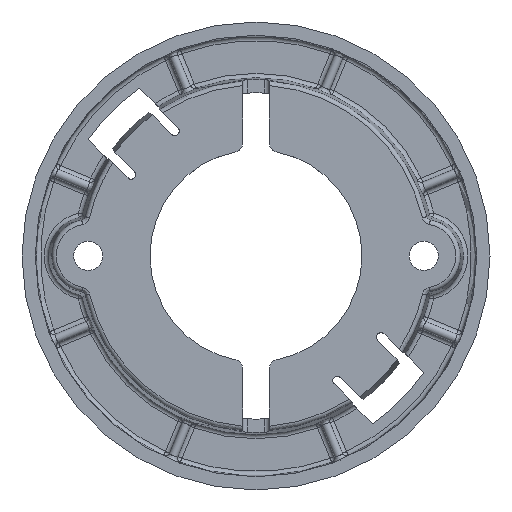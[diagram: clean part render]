
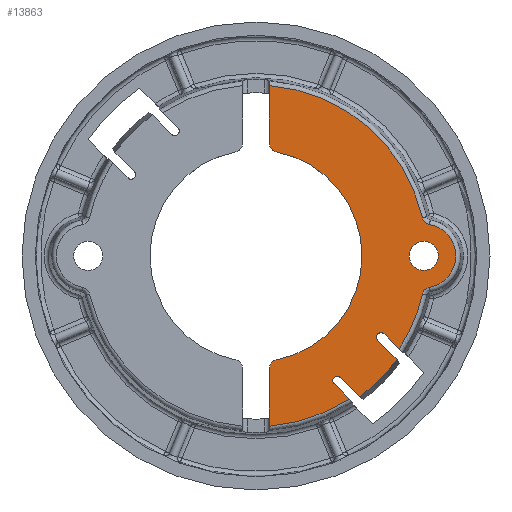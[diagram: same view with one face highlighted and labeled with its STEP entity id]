
A CAD part, top view. The second image highlights one B-rep face of the part: STEP entity #13863.
In plain terms, the highlighted planar face has unit normal (0, 0, 1).
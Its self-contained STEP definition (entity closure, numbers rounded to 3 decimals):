
#1210=CARTESIAN_POINT('',(19.,0.,0.));
#1211=DIRECTION('',(0.,0.,-1.));
#1212=DIRECTION('',(1.,0.,0.));
#1213=AXIS2_PLACEMENT_3D('',#1210,#1211,#1212);
#1218=CARTESIAN_POINT('',(19.,0.,0.));
#1219=DIRECTION('',(0.,0.,-1.));
#1220=DIRECTION('',(-1.,0.,0.));
#1221=AXIS2_PLACEMENT_3D('',#1218,#1219,#1220);
#1400=CARTESIAN_POINT('',(2.5,-12.757,0.));
#1401=DIRECTION('',(0.,0.,1.));
#1402=DIRECTION('',(-0.192,0.981,0.));
#1403=AXIS2_PLACEMENT_3D('',#1400,#1401,#1402);
#1408=CARTESIAN_POINT('',(0.,0.,0.));
#1409=DIRECTION('',(0.,0.,-1.));
#1410=DIRECTION('',(0.192,0.981,0.));
#1411=AXIS2_PLACEMENT_3D('',#1408,#1409,#1410);
#1416=CARTESIAN_POINT('',(2.5,12.757,0.));
#1417=DIRECTION('',(0.,0.,1.));
#1418=DIRECTION('',(-1.,0.,0.));
#1419=AXIS2_PLACEMENT_3D('',#1416,#1417,#1418);
#1424=DIRECTION('',(0.,-1.,0.));
#1425=VECTOR('',#1424,6.526);
#1426=CARTESIAN_POINT('',(1.5,19.283,0.));
#1427=LINE('',#1426,#1425);
#1431=CARTESIAN_POINT('',(0.,0.,0.));
#1432=DIRECTION('',(0.,0.,-1.));
#1433=DIRECTION('',(0.078,0.997,0.));
#1434=AXIS2_PLACEMENT_3D('',#1431,#1432,#1433);
#1439=CARTESIAN_POINT('',(18.851,4.327,
0.));
#1440=CARTESIAN_POINT('',(18.859,4.293,
0.));
#1441=CARTESIAN_POINT('',(18.878,4.226,0.));
#1442=CARTESIAN_POINT('',(18.918,4.127,
0.));
#1443=CARTESIAN_POINT('',(18.968,4.033,0.));
#1444=CARTESIAN_POINT('',(19.028,3.945,
0.));
#1445=CARTESIAN_POINT('',(19.096,3.864,
0.));
#1446=CARTESIAN_POINT('',(19.173,3.791,
0.));
#1447=CARTESIAN_POINT('',(19.257,3.726,
0.));
#1448=CARTESIAN_POINT('',(19.348,3.67,0.));
#1449=CARTESIAN_POINT('',(19.444,3.625,
0.));
#1450=CARTESIAN_POINT('',(19.544,3.59,0.));
#1451=CARTESIAN_POINT('',(19.612,3.574,
0.));
#1452=CARTESIAN_POINT('',(19.646,3.567,
0.));
#1457=CARTESIAN_POINT('',(19.,0.,0.));
#1458=DIRECTION('',(0.,0.,-1.));
#1459=DIRECTION('',(0.178,0.984,0.));
#1460=AXIS2_PLACEMENT_3D('',#1457,#1458,#1459);
#1465=CARTESIAN_POINT('',(19.646,-3.567,
0.));
#1466=CARTESIAN_POINT('',(19.612,-3.574,
0.));
#1467=CARTESIAN_POINT('',(19.544,-3.59,
0.));
#1468=CARTESIAN_POINT('',(19.444,-3.625,
0.));
#1469=CARTESIAN_POINT('',(19.348,-3.67,
0.));
#1470=CARTESIAN_POINT('',(19.257,-3.726,
0.));
#1471=CARTESIAN_POINT('',(19.173,-3.791,
0.));
#1472=CARTESIAN_POINT('',(19.096,-3.864,
0.));
#1473=CARTESIAN_POINT('',(19.028,-3.945,
0.));
#1474=CARTESIAN_POINT('',(18.968,-4.033,
0.));
#1475=CARTESIAN_POINT('',(18.918,-4.127,
0.));
#1476=CARTESIAN_POINT('',(18.878,-4.226,
0.));
#1477=CARTESIAN_POINT('',(18.859,-4.293,
0.));
#1478=CARTESIAN_POINT('',(18.851,-4.327,
0.));
#1483=CARTESIAN_POINT('',(0.,0.,0.));
#1484=DIRECTION('',(0.,0.,-1.));
#1485=DIRECTION('',(0.975,-0.224,0.));
#1486=AXIS2_PLACEMENT_3D('',#1483,#1484,#1485);
#1491=DIRECTION('',(0.707,-0.707,0.));
#1492=VECTOR('',#1491,2.423);
#1493=CARTESIAN_POINT('',(14.496,-8.839,0.));
#1494=LINE('',#1493,#1492);
#1498=CARTESIAN_POINT('',(14.142,-9.192,0.));
#1499=DIRECTION('',(0.,0.,1.));
#1500=DIRECTION('',(0.707,0.707,0.));
#1501=AXIS2_PLACEMENT_3D('',#1498,#1499,#1500);
#1506=DIRECTION('',(-0.707,0.707,0.));
#1507=VECTOR('',#1506,3.087);
#1508=CARTESIAN_POINT('',(15.972,-11.729,0.));
#1509=LINE('',#1508,#1507);
#1513=CARTESIAN_POINT('',(0.,0.,0.));
#1514=DIRECTION('',(0.,0.,1.));
#1515=DIRECTION('',(0.592,-0.806,0.));
#1516=AXIS2_PLACEMENT_3D('',#1513,#1514,#1515);
#1521=DIRECTION('',(0.707,-0.707,0.));
#1522=VECTOR('',#1521,3.087);
#1523=CARTESIAN_POINT('',(9.546,-13.789,0.));
#1524=LINE('',#1523,#1522);
#1528=CARTESIAN_POINT('',(9.192,-14.142,
0.));
#1529=DIRECTION('',(0.,0.,1.));
#1530=DIRECTION('',(0.707,0.707,0.));
#1531=AXIS2_PLACEMENT_3D('',#1528,#1529,#1530);
#1536=DIRECTION('',(-0.707,0.707,0.));
#1537=VECTOR('',#1536,2.423);
#1538=CARTESIAN_POINT('',(10.552,-16.209,0.));
#1539=LINE('',#1538,#1537);
#1543=CARTESIAN_POINT('',(0.,0.,0.));
#1544=DIRECTION('',(0.,0.,-1.));
#1545=DIRECTION('',(0.546,-0.838,0.));
#1546=AXIS2_PLACEMENT_3D('',#1543,#1544,#1545);
#1551=DIRECTION('',(0.,-1.,0.));
#1552=VECTOR('',#1551,6.526);
#1553=CARTESIAN_POINT('',(1.5,-12.757,0.));
#1554=LINE('',#1553,#1552);
#1718=CARTESIAN_POINT('',(1.5,-19.283,0.));
#1783=CARTESIAN_POINT('',(10.552,-16.209,0.));
#4450=CARTESIAN_POINT('',(15.972,-11.729,0.));
#4465=CARTESIAN_POINT('',(11.729,-15.972,0.));
#5316=CARTESIAN_POINT('',(16.209,-10.552,0.));
#10235=CARTESIAN_POINT('',(1.5,19.283,0.));
#12574=VERTEX_POINT('',#4450);
#12575=VERTEX_POINT('',#4465);
#12577=CARTESIAN_POINT('',(8.839,-14.496,0.));
#12579=VERTEX_POINT('',#12577);
#12581=CARTESIAN_POINT('',(9.546,-13.789,0.));
#12583=VERTEX_POINT('',#12581);
#12585=CARTESIAN_POINT('',(13.789,-9.546,0.));
#12587=VERTEX_POINT('',#12585);
#12589=CARTESIAN_POINT('',(14.496,-8.839,0.));
#12591=VERTEX_POINT('',#12589);
#12876=CARTESIAN_POINT('',(20.65,0.,0.));
#12877=CARTESIAN_POINT('',(17.35,0.,0.));
#12878=VERTEX_POINT('',#12876);
#12879=VERTEX_POINT('',#12877);
#12943=VERTEX_POINT('',#5316);
#12944=CARTESIAN_POINT('',(18.851,-4.327,0.));
#12945=VERTEX_POINT('',#12944);
#12949=VERTEX_POINT('',#1465);
#12952=CARTESIAN_POINT('',(19.646,3.567,
0.));
#12953=VERTEX_POINT('',#12952);
#12955=VERTEX_POINT('',#1439);
#12972=VERTEX_POINT('',#1783);
#12975=VERTEX_POINT('',#10235);
#12978=VERTEX_POINT('',#1718);
#13486=CARTESIAN_POINT('',(2.308,-11.776,0.));
#13487=CARTESIAN_POINT('',(1.5,-12.757,0.));
#13488=VERTEX_POINT('',#13486);
#13489=VERTEX_POINT('',#13487);
#13506=CARTESIAN_POINT('',(1.5,12.757,0.));
#13507=VERTEX_POINT('',#13506);
#13508=CARTESIAN_POINT('',(2.308,11.776,0.));
#13509=VERTEX_POINT('',#13508);
#13816=CARTESIAN_POINT('',(0.,0.,0.));
#13817=DIRECTION('',(0.,0.,1.));
#13818=DIRECTION('',(-1.,0.,0.));
#13819=AXIS2_PLACEMENT_3D('',#13816,#13817,#13818);
#13820=PLANE('',#13819);
#13822=ORIENTED_EDGE('',*,*,#13821,.F.);
#13824=ORIENTED_EDGE('',*,*,#13823,.F.);
#13826=ORIENTED_EDGE('',*,*,#13825,.F.);
#13828=ORIENTED_EDGE('',*,*,#13827,.F.);
#13830=ORIENTED_EDGE('',*,*,#13829,.T.);
#13832=ORIENTED_EDGE('',*,*,#13831,.T.);
#13834=ORIENTED_EDGE('',*,*,#13833,.T.);
#13836=ORIENTED_EDGE('',*,*,#13835,.T.);
#13838=ORIENTED_EDGE('',*,*,#13837,.T.);
#13840=ORIENTED_EDGE('',*,*,#13839,.F.);
#13842=ORIENTED_EDGE('',*,*,#13841,.T.);
#13844=ORIENTED_EDGE('',*,*,#13843,.F.);
#13846=ORIENTED_EDGE('',*,*,#13845,.F.);
#13848=ORIENTED_EDGE('',*,*,#13847,.F.);
#13850=ORIENTED_EDGE('',*,*,#13849,.T.);
#13852=ORIENTED_EDGE('',*,*,#13851,.F.);
#13854=ORIENTED_EDGE('',*,*,#13853,.T.);
#13856=ORIENTED_EDGE('',*,*,#13855,.F.);
#13857=EDGE_LOOP('',(#13822,#13824,#13826,#13828,#13830,#13832,#13834,#13836,
#13838,#13840,#13842,#13844,#13846,#13848,#13850,#13852,#13854,#13856));
#13858=FACE_OUTER_BOUND('',#13857,.F.);
#13859=ORIENTED_EDGE('',*,*,#13760,.F.);
#13860=ORIENTED_EDGE('',*,*,#13746,.F.);
#13861=EDGE_LOOP('',(#13859,#13860));
#13862=FACE_BOUND('',#13861,.F.);
#13863=ADVANCED_FACE('',(#13858,#13862),#13820,.T.);
#1214=CIRCLE('',#1213,1.65);
#1222=CIRCLE('',#1221,1.65);
#1404=CIRCLE('',#1403,1.);
#1412=CIRCLE('',#1411,12.);
#1420=CIRCLE('',#1419,1.);
#1435=CIRCLE('',#1434,19.341);
#1453=B_SPLINE_CURVE_WITH_KNOTS('',3,(#1439,#1440,#1441,#1442,#1443,#1444,#1445,
#1446,#1447,#1448,#1449,#1450,#1451,#1452),.UNSPECIFIED.,.F.,.F.,(4,1,1,1,1,1,1,
1,1,1,1,4),(0.,0.091,0.182,0.273,
0.364,0.455,0.545,0.636,
0.727,0.818,0.909,1.),.UNSPECIFIED.);
#1461=CIRCLE('',#1460,3.626);
#1479=B_SPLINE_CURVE_WITH_KNOTS('',3,(#1465,#1466,#1467,#1468,#1469,#1470,#1471,
#1472,#1473,#1474,#1475,#1476,#1477,#1478),.UNSPECIFIED.,.F.,.F.,(4,1,1,1,1,1,1,
1,1,1,1,4),(0.,0.091,0.182,0.273,
0.364,0.455,0.545,0.636,
0.727,0.818,0.909,1.),.UNSPECIFIED.);
#1487=CIRCLE('',#1486,19.341);
#1502=CIRCLE('',#1501,0.5);
#1517=CIRCLE('',#1516,19.816);
#1532=CIRCLE('',#1531,0.5);
#1547=CIRCLE('',#1546,19.341);
#13746=EDGE_CURVE('',#12879,#12878,#1222,.T.);
#13760=EDGE_CURVE('',#12878,#12879,#1214,.T.);
#13821=EDGE_CURVE('',#13488,#13489,#1404,.T.);
#13823=EDGE_CURVE('',#13509,#13488,#1412,.T.);
#13825=EDGE_CURVE('',#13507,#13509,#1420,.T.);
#13827=EDGE_CURVE('',#12975,#13507,#1427,.T.);
#13829=EDGE_CURVE('',#12975,#12955,#1435,.T.);
#13831=EDGE_CURVE('',#12955,#12953,#1453,.T.);
#13833=EDGE_CURVE('',#12953,#12949,#1461,.T.);
#13835=EDGE_CURVE('',#12949,#12945,#1479,.T.);
#13837=EDGE_CURVE('',#12945,#12943,#1487,.T.);
#13839=EDGE_CURVE('',#12591,#12943,#1494,.T.);
#13841=EDGE_CURVE('',#12591,#12587,#1502,.T.);
#13843=EDGE_CURVE('',#12574,#12587,#1509,.T.);
#13845=EDGE_CURVE('',#12575,#12574,#1517,.T.);
#13847=EDGE_CURVE('',#12583,#12575,#1524,.T.);
#13849=EDGE_CURVE('',#12583,#12579,#1532,.T.);
#13851=EDGE_CURVE('',#12972,#12579,#1539,.T.);
#13853=EDGE_CURVE('',#12972,#12978,#1547,.T.);
#13855=EDGE_CURVE('',#13489,#12978,#1554,.T.);
